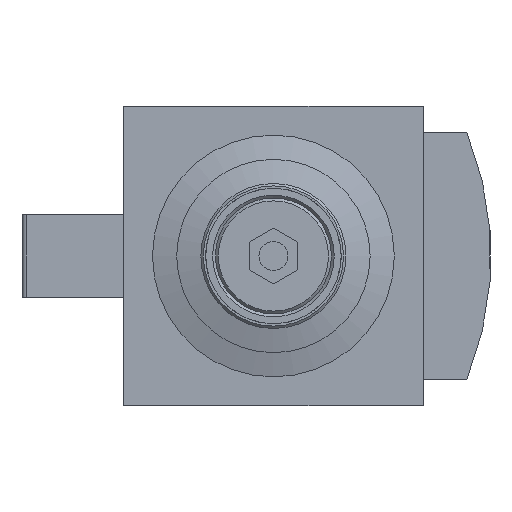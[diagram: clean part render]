
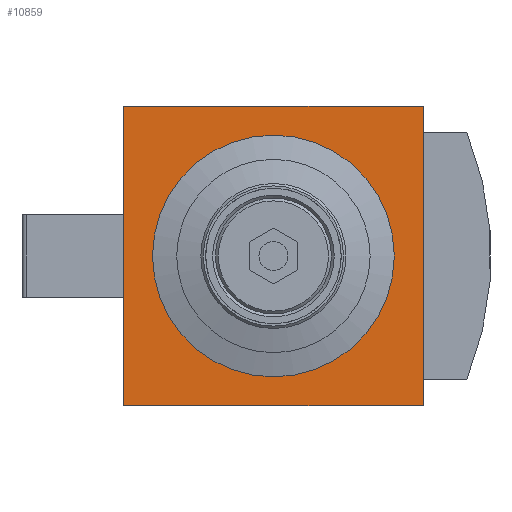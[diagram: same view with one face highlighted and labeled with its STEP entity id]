
A CAD part, front view. The second image highlights one B-rep face of the part: STEP entity #10859.
In plain terms, the highlighted planar face has unit normal (0, -1, 0).
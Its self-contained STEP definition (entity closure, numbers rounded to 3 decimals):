
#195=PLANE('',#11397);
#666=LINE('',#14841,#1402);
#674=LINE('',#14856,#1410);
#690=LINE('',#14886,#1426);
#730=LINE('',#14977,#1466);
#1402=VECTOR('',#12443,1000.);
#1410=VECTOR('',#12453,1000.);
#1426=VECTOR('',#12471,1000.);
#1466=VECTOR('',#12549,1000.);
#1924=CIRCLE('',#11398,25.);
#2831=ORIENTED_EDGE('',*,*,#4818,.F.);
#2832=ORIENTED_EDGE('',*,*,#4686,.F.);
#2833=ORIENTED_EDGE('',*,*,#4678,.F.);
#2834=ORIENTED_EDGE('',*,*,#4702,.F.);
#2835=ORIENTED_EDGE('',*,*,#4751,.F.);
#4678=EDGE_CURVE('',#5701,#5702,#666,.T.);
#4686=EDGE_CURVE('',#5702,#5708,#674,.T.);
#4702=EDGE_CURVE('',#5720,#5701,#690,.T.);
#4751=EDGE_CURVE('',#5708,#5720,#730,.T.);
#4818=EDGE_CURVE('',#5794,#5794,#1924,.F.);
#5701=VERTEX_POINT('',#14840);
#5702=VERTEX_POINT('',#14842);
#5708=VERTEX_POINT('',#14857);
#5720=VERTEX_POINT('',#14885);
#5794=VERTEX_POINT('',#15113);
#6489=EDGE_LOOP('',(#2831));
#6490=EDGE_LOOP('',(#2832,#2833,#2834,#2835));
#7051=FACE_BOUND('',#6489,.T.);
#7052=FACE_BOUND('',#6490,.T.);
#10859=ADVANCED_FACE('',(#7051,#7052),#195,.F.);
#11397=AXIS2_PLACEMENT_3D('',#15111,#12681,#12682);
#11398=AXIS2_PLACEMENT_3D('',#15112,#12683,#12684);
#12443=DIRECTION('',(-1.,0.,0.));
#12453=DIRECTION('',(0.,0.,1.));
#12471=DIRECTION('',(0.,0.,-1.));
#12549=DIRECTION('',(1.,0.,0.));
#12681=DIRECTION('',(0.,1.,0.));
#12682=DIRECTION('',(0.,0.,1.));
#12683=DIRECTION('',(0.,1.,0.));
#12684=DIRECTION('',(0.,0.,1.));
#14840=CARTESIAN_POINT('',(31.,-45.,-31.));
#14841=CARTESIAN_POINT('',(31.,-45.,-31.));
#14842=CARTESIAN_POINT('',(-31.,-45.,-31.));
#14856=CARTESIAN_POINT('',(-31.,-45.,-31.));
#14857=CARTESIAN_POINT('',(-31.,-45.,31.));
#14885=CARTESIAN_POINT('',(31.,-45.,31.));
#14886=CARTESIAN_POINT('',(31.,-45.,31.));
#14977=CARTESIAN_POINT('',(-31.,-45.,31.));
#15111=CARTESIAN_POINT('',(0.,-45.,0.));
#15112=CARTESIAN_POINT('',(0.,-45.,0.));
#15113=CARTESIAN_POINT('',(0.,-45.,25.));
